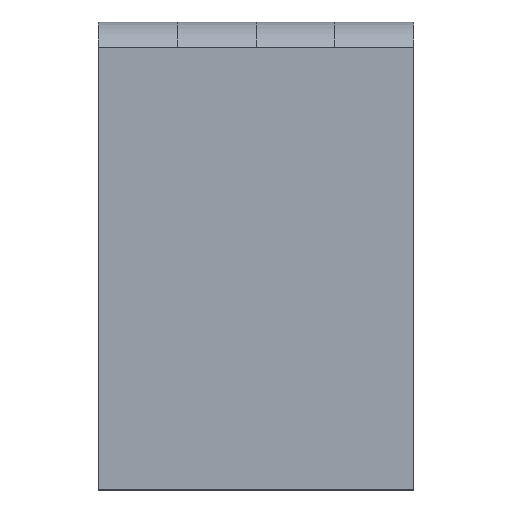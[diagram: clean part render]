
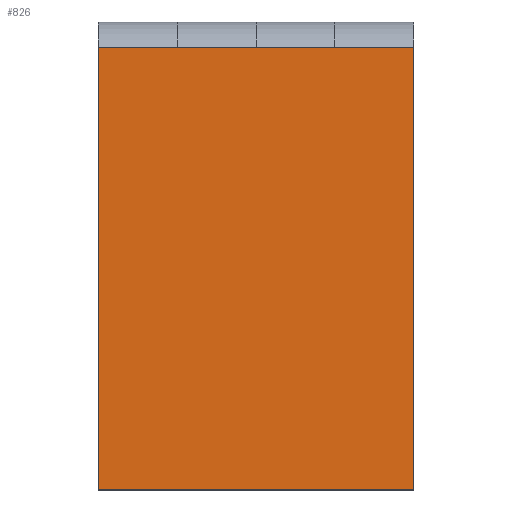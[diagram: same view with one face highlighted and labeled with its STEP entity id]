
A CAD part, top view. The second image highlights one B-rep face of the part: STEP entity #826.
In plain terms, the highlighted planar face has unit normal (0, 0, 1).
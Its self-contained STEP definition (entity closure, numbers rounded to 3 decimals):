
#44 = VECTOR ( 'NONE', #346, 1000. ) ;
#123 = CARTESIAN_POINT ( 'NONE',  ( 0., 3.5, 2.5 ) ) ;
#136 = ORIENTED_EDGE ( 'NONE', *, *, #518, .T. ) ;
#196 = EDGE_CURVE ( 'NONE', #1028, #955, #990, .T. ) ;
#198 = DIRECTION ( 'NONE',  ( 0., 0., 1. ) ) ;
#267 = DIRECTION ( 'NONE',  ( 0., 1., 0. ) ) ;
#300 = CARTESIAN_POINT ( 'NONE',  ( 5., 0., 2.5 ) ) ;
#346 = DIRECTION ( 'NONE',  ( -1., 0., 0. ) ) ;
#350 = EDGE_CURVE ( 'NONE', #807, #1028, #607, .T. ) ;
#409 = CARTESIAN_POINT ( 'NONE',  ( 0., -3.5, 2.5 ) ) ;
#412 = DIRECTION ( 'NONE',  ( -1., 0., 0. ) ) ;
#445 = LINE ( 'NONE', #729, #44 ) ;
#509 = CARTESIAN_POINT ( 'NONE',  ( 5., -3.5, 2.5 ) ) ;
#518 = EDGE_CURVE ( 'NONE', #807, #1024, #883, .T. ) ;
#597 = DIRECTION ( 'NONE',  ( 0., -1., 0. ) ) ;
#607 = LINE ( 'NONE', #973, #898 ) ;
#624 = CARTESIAN_POINT ( 'NONE',  ( 5., 3.5, 2.5 ) ) ;
#682 = EDGE_LOOP ( 'NONE', ( #879, #941, #136, #792 ) ) ;
#729 = CARTESIAN_POINT ( 'NONE',  ( 5., 3.5, 2.5 ) ) ;
#775 = PLANE ( 'NONE',  #1200 ) ;
#792 = ORIENTED_EDGE ( 'NONE', *, *, #1061, .T. ) ;
#807 = VERTEX_POINT ( 'NONE', #509 ) ;
#826 = ADVANCED_FACE ( 'NONE', ( #1140 ), #775, .T. ) ;
#879 = ORIENTED_EDGE ( 'NONE', *, *, #196, .F. ) ;
#883 = LINE ( 'NONE', #1119, #1064 ) ;
#898 = VECTOR ( 'NONE', #412, 1000. ) ;
#941 = ORIENTED_EDGE ( 'NONE', *, *, #350, .F. ) ;
#955 = VERTEX_POINT ( 'NONE', #123 ) ;
#973 = CARTESIAN_POINT ( 'NONE',  ( 5., -3.5, 2.5 ) ) ;
#990 = LINE ( 'NONE', #1055, #1082 ) ;
#1024 = VERTEX_POINT ( 'NONE', #624 ) ;
#1028 = VERTEX_POINT ( 'NONE', #409 ) ;
#1055 = CARTESIAN_POINT ( 'NONE',  ( 0., 0., 2.5 ) ) ;
#1061 = EDGE_CURVE ( 'NONE', #1024, #955, #445, .T. ) ;
#1064 = VECTOR ( 'NONE', #267, 1000. ) ;
#1082 = VECTOR ( 'NONE', #1139, 1000. ) ;
#1119 = CARTESIAN_POINT ( 'NONE',  ( 5., 0., 2.5 ) ) ;
#1139 = DIRECTION ( 'NONE',  ( 0., 1., 0. ) ) ;
#1140 = FACE_OUTER_BOUND ( 'NONE', #682, .T. ) ;
#1200 = AXIS2_PLACEMENT_3D ( 'NONE', #300, #198, #597 ) ;
